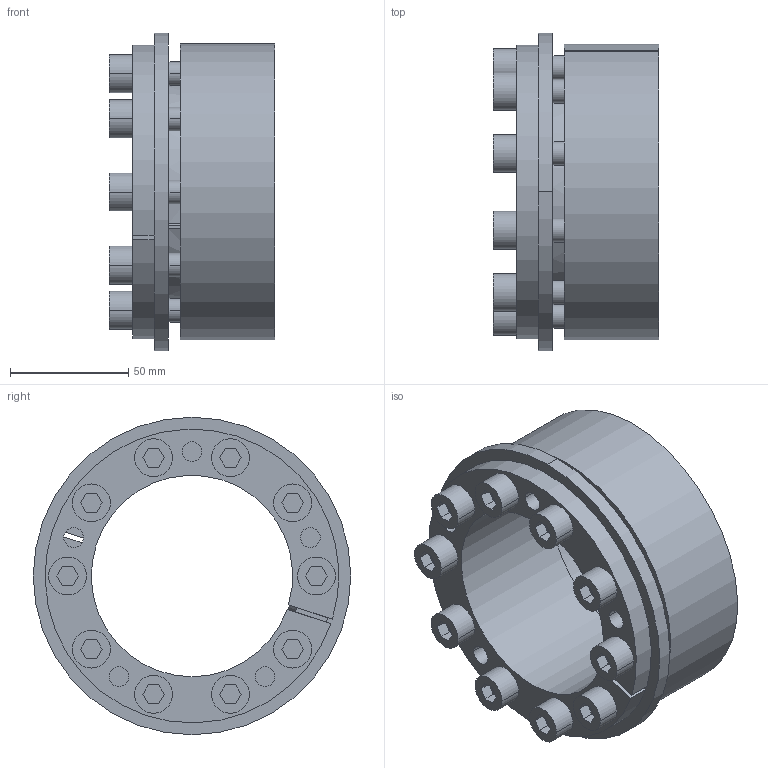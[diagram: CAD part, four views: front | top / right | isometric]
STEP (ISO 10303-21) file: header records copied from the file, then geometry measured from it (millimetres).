
FILE_DESCRIPTION((''),'2;1');
FILE_NAME('082015085125_INT_ASM','2006-02-22T',('Rathmann'),(''),'PRO/ENGINEER BY PARAMETRIC TECHNOLOGY CORPORATION, 2005180','PRO/ENGINEER BY PARAMETRIC TECHNOLOGY CORPORATION, 2005180','');
FILE_SCHEMA(('AUTOMOTIVE_DESIGN_CC2 { 1 2 10303 214 -1 1 5 2 }'));
Length unit declared in the file: millimetre
Products named in the file (5): 082015085125I_INT; 082015085125A_INT; 082015085125AX_INT; DIN912-M10X35_INT; 082015085125_INT_ASM
Assembly tree (13 placements, depth 2):
  082015085125_INT_ASM
    082015085125I_INT
    082015085125A_INT
    082015085125AX_INT
    DIN912-M10X35_INT  x10
Bounding box: 70 x 134 x 134 mm (x, y, z)
Volume: 378561.3 mm3; surface area: 129608.9 mm2
Topology: 13 solids, 13 shells, 232 faces, 577 edges, 430 vertices
Faces by surface type: plane 112, cylinder 98, cone 22
Entity records: 3406 total; most frequent: DIRECTION 620, CARTESIAN_POINT 552, ORIENTED_EDGE 464, AXIS2_PLACEMENT_3D 246, EDGE_CURVE 232, VERTEX_POINT 154, EDGE_LOOP 142, CIRCLE 130
